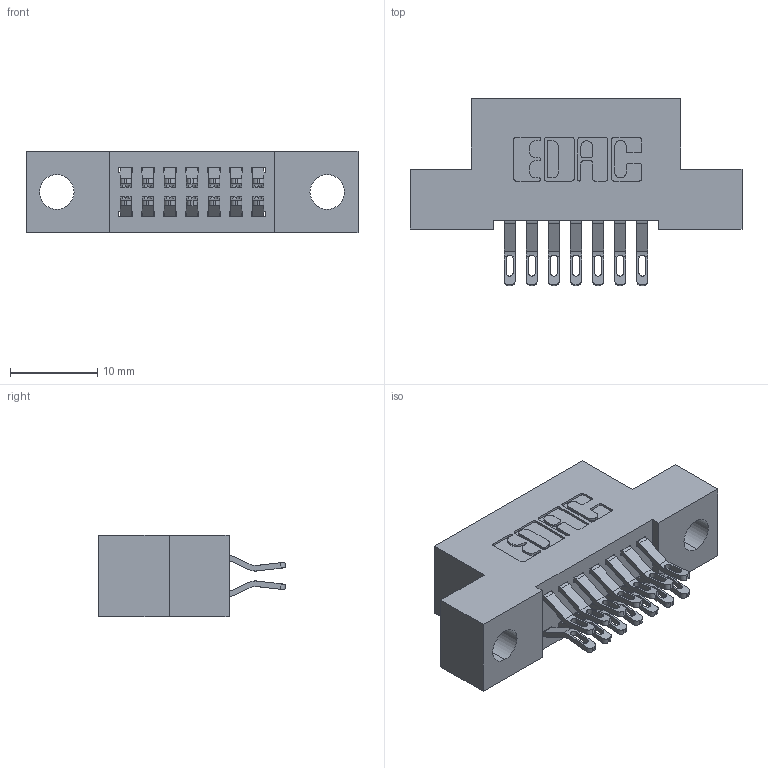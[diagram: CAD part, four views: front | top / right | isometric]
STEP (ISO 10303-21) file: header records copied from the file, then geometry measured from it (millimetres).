
FILE_DESCRIPTION (( 'STEP AP203' ), '1' );
FILE_NAME ('392-014-555-204.STEP', '2019-10-07T02:28:00', ( '' ), ( '' ), 'SwSTEP 2.0', 'SolidWorks 2016', '' );
FILE_SCHEMA (( 'CONFIG_CONTROL_DESIGN' ));
Length unit declared in the file: inch
Products named in the file (3): 342 Part_.156 TH; 345-292-001_555 Tail; 392-014-555-204
Assembly tree (15 placements, depth 2):
  392-014-555-204
    342 Part_.156 TH
    345-292-001_555 Tail  x14
Bounding box: 38.1 x 21.47 x 9.4 mm (x, y, z)
Volume: 3209.5 mm3; surface area: 4321.5 mm2
Topology: 15 solids, 15 shells, 922 faces, 2861 edges, 1906 vertices
Faces by surface type: plane 542, cylinder 380
Entity records: 9227 total; most frequent: CARTESIAN_POINT 1604, ORIENTED_EDGE 1510, DIRECTION 1403, EDGE_CURVE 755, VECTOR 607, LINE 607, VERTEX_POINT 502, AXIS2_PLACEMENT_3D 398
